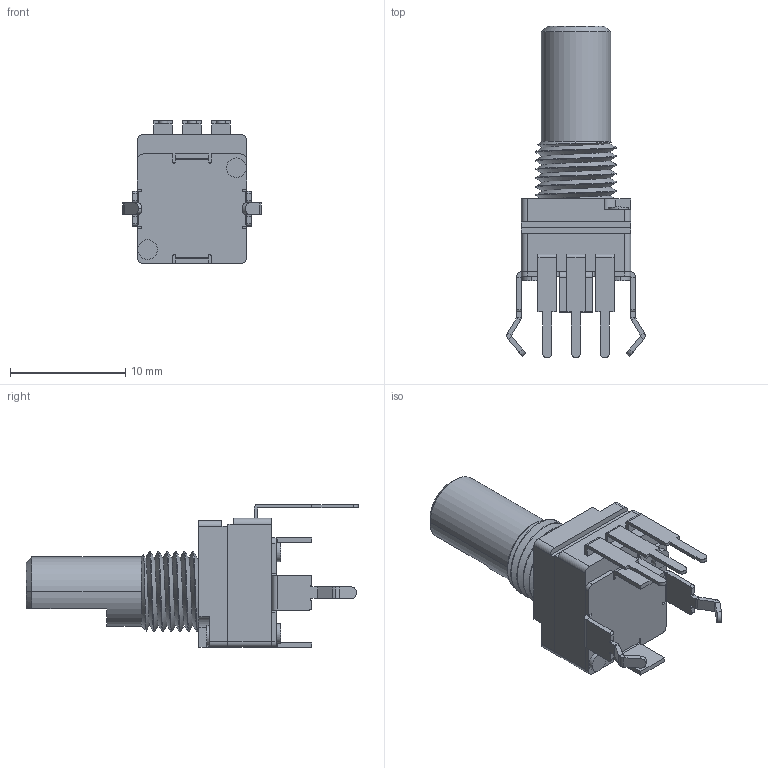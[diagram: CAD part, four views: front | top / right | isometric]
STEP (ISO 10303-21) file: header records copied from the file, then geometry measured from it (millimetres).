
FILE_DESCRIPTION (( 'STEP AP214' ), '1' );
FILE_NAME ('RK0952N(15F)N=5-FFLB-NS.STEP', '2024-12-23T02:22:04', ( '' ), ( '' ), 'SwSTEP 2.0', 'SolidWorks 2022', '' );
FILE_SCHEMA (( 'AUTOMOTIVE_DESIGN' ));
Length unit declared in the file: millimetre
Products named in the file (5): 电阻片-FFLB; 轴套N=5-NS; 轴心15F-N=5; RK0952N(15F)N=5-FFLB-NS; 长支架
Assembly tree (4 placements, depth 2):
  RK0952N(15F)N=5-FFLB-NS
    电阻片-FFLB
    长支架
    轴套N=5-NS
    轴心15F-N=5
Bounding box: 12.01 x 28.8 x 12.4 mm (x, y, z)
Volume: 1130.3 mm3; surface area: 1637.5 mm2
Topology: 4 solids, 4 shells, 244 faces, 607 edges, 381 vertices
Faces by surface type: plane 148, cylinder 88, cone 6, bspline 2
Entity records: 8329 total; most frequent: CARTESIAN_POINT 2185, DIRECTION 1227, ORIENTED_EDGE 1214, EDGE_CURVE 607, LINE 411, VECTOR 411, AXIS2_PLACEMENT_3D 408, VERTEX_POINT 381
